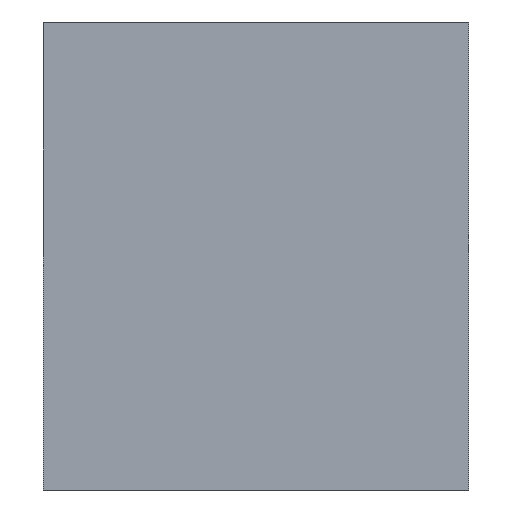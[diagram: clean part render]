
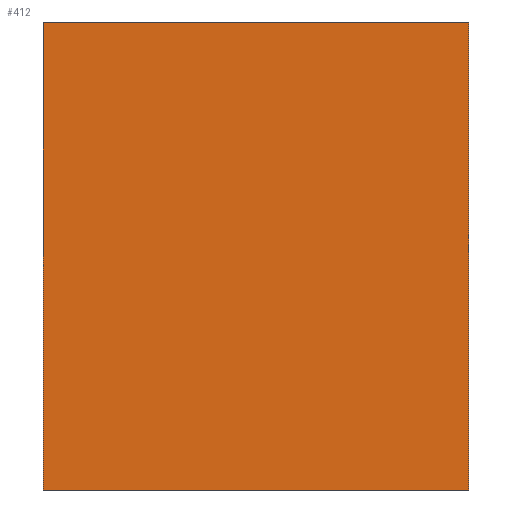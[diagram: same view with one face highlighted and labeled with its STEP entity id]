
A CAD part, front view. The second image highlights one B-rep face of the part: STEP entity #412.
In plain terms, the highlighted planar face has unit normal (0, -1, 0).
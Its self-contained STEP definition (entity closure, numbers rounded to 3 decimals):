
#1 = DIRECTION ( 'NONE',  ( 0., 0., 1. ) ) ;
#12 = VERTEX_POINT ( 'NONE', #472 ) ;
#17 = VERTEX_POINT ( 'NONE', #340 ) ;
#41 = LINE ( 'NONE', #547, #105 ) ;
#84 = ORIENTED_EDGE ( 'NONE', *, *, #372, .T. ) ;
#90 = VERTEX_POINT ( 'NONE', #112 ) ;
#100 = VECTOR ( 'NONE', #332, 1000. ) ;
#105 = VECTOR ( 'NONE', #406, 1000. ) ;
#112 = CARTESIAN_POINT ( 'NONE',  ( -19., -0.6, 20.9 ) ) ;
#119 = CARTESIAN_POINT ( 'NONE',  ( -19., -0.6, -20.9 ) ) ;
#129 = VECTOR ( 'NONE', #362, 1000. ) ;
#158 = ORIENTED_EDGE ( 'NONE', *, *, #171, .T. ) ;
#171 = EDGE_CURVE ( 'NONE', #785, #12, #260, .T. ) ;
#183 = FACE_OUTER_BOUND ( 'NONE', #654, .T. ) ;
#216 = LINE ( 'NONE', #293, #129 ) ;
#260 = LINE ( 'NONE', #319, #100 ) ;
#293 = CARTESIAN_POINT ( 'NONE',  ( 19., -0.6, 20.9 ) ) ;
#319 = CARTESIAN_POINT ( 'NONE',  ( 19., -0.6, -20.9 ) ) ;
#324 = DIRECTION ( 'NONE',  ( 0., 1., 0. ) ) ;
#331 = VECTOR ( 'NONE', #364, 1000. ) ;
#332 = DIRECTION ( 'NONE',  ( 1., 0., 0. ) ) ;
#340 = CARTESIAN_POINT ( 'NONE',  ( 19., -0.6, 20.9 ) ) ;
#342 = EDGE_CURVE ( 'NONE', #90, #785, #41, .T. ) ;
#362 = DIRECTION ( 'NONE',  ( 0., 0., 1. ) ) ;
#364 = DIRECTION ( 'NONE',  ( -1., 0., 0. ) ) ;
#372 = EDGE_CURVE ( 'NONE', #12, #17, #216, .T. ) ;
#377 = ORIENTED_EDGE ( 'NONE', *, *, #682, .T. ) ;
#406 = DIRECTION ( 'NONE',  ( 0., 0., -1. ) ) ;
#412 = ADVANCED_FACE ( 'NONE', ( #183 ), #688, .F. ) ;
#472 = CARTESIAN_POINT ( 'NONE',  ( 19., -0.6, -20.9 ) ) ;
#540 = ORIENTED_EDGE ( 'NONE', *, *, #342, .T. ) ;
#547 = CARTESIAN_POINT ( 'NONE',  ( -19., -0.6, 20.9 ) ) ;
#567 = LINE ( 'NONE', #743, #331 ) ;
#651 = AXIS2_PLACEMENT_3D ( 'NONE', #771, #324, #1 ) ;
#654 = EDGE_LOOP ( 'NONE', ( #84, #377, #540, #158 ) ) ;
#682 = EDGE_CURVE ( 'NONE', #17, #90, #567, .T. ) ;
#688 = PLANE ( 'NONE',  #651 ) ;
#743 = CARTESIAN_POINT ( 'NONE',  ( 19., -0.6, 20.9 ) ) ;
#771 = CARTESIAN_POINT ( 'NONE',  ( 0., -0.6, 0. ) ) ;
#785 = VERTEX_POINT ( 'NONE', #119 ) ;
